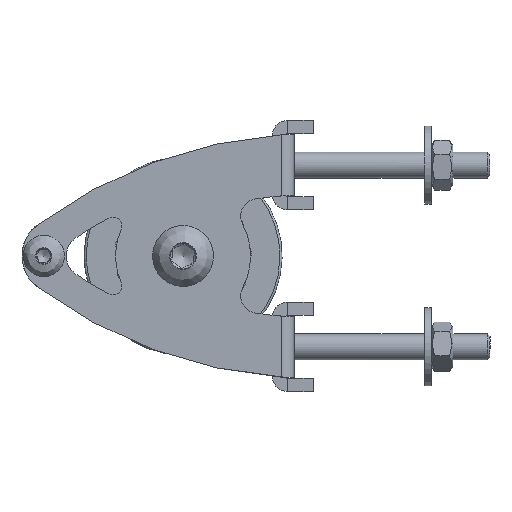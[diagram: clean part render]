
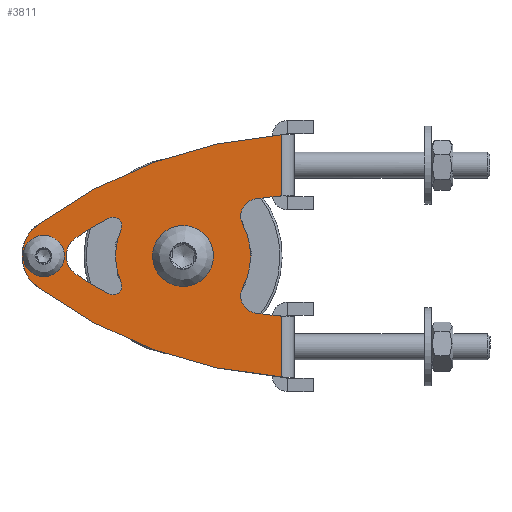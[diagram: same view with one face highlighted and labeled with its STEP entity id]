
A CAD part, left-side view. The second image highlights one B-rep face of the part: STEP entity #3811.
In plain terms, the highlighted planar face has unit normal (-1, 0, 0).
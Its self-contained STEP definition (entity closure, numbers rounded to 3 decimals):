
#188=LINE('',#6700,#372);
#194=LINE('',#6749,#378);
#372=VECTOR('',#5241,10.);
#378=VECTOR('',#5281,10.);
#620=PLANE('',#4270);
#790=FACE_BOUND('',#1411,.T.);
#791=FACE_BOUND('',#1412,.T.);
#792=FACE_BOUND('',#1413,.T.);
#1060=FACE_OUTER_BOUND('',#1410,.T.);
#1410=EDGE_LOOP('',(#3477,#3478,#3479,#3480,#3481,#3482,#3483,#3484,#3485,
#3486));
#1411=EDGE_LOOP('',(#3487));
#1412=EDGE_LOOP('',(#3488));
#1413=EDGE_LOOP('',(#3489,#3490,#3491,#3492,#3493,#3494));
#1486=CIRCLE('',#3927,6.662);
#1614=CIRCLE('',#4189,4.);
#1615=CIRCLE('',#4191,93.995);
#1617=CIRCLE('',#4195,4.);
#1618=CIRCLE('',#4197,15.5);
#1619=CIRCLE('',#4205,100.48);
#1620=CIRCLE('',#4207,2.);
#1621=CIRCLE('',#4209,15.5);
#1622=CIRCLE('',#4211,5.);
#1623=CIRCLE('',#4213,100.48);
#1624=CIRCLE('',#4215,2.);
#1626=CIRCLE('',#4218,107.98);
#1629=CIRCLE('',#4228,9.);
#1630=CIRCLE('',#4230,107.98);
#1633=CIRCLE('',#4234,93.995);
#1644=CIRCLE('',#4271,4.411);
#1709=VERTEX_POINT('',#5654);
#1957=VERTEX_POINT('',#6606);
#1958=VERTEX_POINT('',#6607);
#1959=VERTEX_POINT('',#6622);
#1960=VERTEX_POINT('',#6627);
#1961=VERTEX_POINT('',#6628);
#1962=VERTEX_POINT('',#6647);
#1963=VERTEX_POINT('',#6649);
#1964=VERTEX_POINT('',#6653);
#1965=VERTEX_POINT('',#6657);
#1966=VERTEX_POINT('',#6661);
#1967=VERTEX_POINT('',#6665);
#1969=VERTEX_POINT('',#6673);
#1970=VERTEX_POINT('',#6675);
#1973=VERTEX_POINT('',#6703);
#1974=VERTEX_POINT('',#6717);
#1976=VERTEX_POINT('',#6723);
#1999=VERTEX_POINT('',#6840);
#2079=EDGE_CURVE('',#1709,#1709,#1486,.T.);
#2423=EDGE_CURVE('',#1957,#1958,#1614,.T.);
#2427=EDGE_CURVE('',#1959,#1958,#1615,.T.);
#2429=EDGE_CURVE('',#1960,#1961,#1617,.T.);
#2432=EDGE_CURVE('',#1957,#1961,#1618,.T.);
#2440=EDGE_CURVE('',#1963,#1962,#1619,.T.);
#2443=EDGE_CURVE('',#1962,#1964,#1620,.T.);
#2445=EDGE_CURVE('',#1964,#1965,#1621,.T.);
#2446=EDGE_CURVE('',#1966,#1963,#1622,.T.);
#2448=EDGE_CURVE('',#1967,#1966,#1623,.T.);
#2450=EDGE_CURVE('',#1965,#1967,#1624,.T.);
#2453=EDGE_CURVE('',#1970,#1969,#1626,.T.);
#2461=EDGE_CURVE('',#1969,#1959,#188,.T.);
#2462=EDGE_CURVE('',#1973,#1970,#1629,.T.);
#2465=EDGE_CURVE('',#1973,#1974,#1630,.T.);
#2469=EDGE_CURVE('',#1960,#1976,#1633,.T.);
#2476=EDGE_CURVE('',#1974,#1976,#194,.T.);
#2503=EDGE_CURVE('',#1999,#1999,#1644,.T.);
#3477=ORIENTED_EDGE('',*,*,#2469,.T.);
#3478=ORIENTED_EDGE('',*,*,#2476,.F.);
#3479=ORIENTED_EDGE('',*,*,#2465,.F.);
#3480=ORIENTED_EDGE('',*,*,#2462,.T.);
#3481=ORIENTED_EDGE('',*,*,#2453,.T.);
#3482=ORIENTED_EDGE('',*,*,#2461,.T.);
#3483=ORIENTED_EDGE('',*,*,#2427,.T.);
#3484=ORIENTED_EDGE('',*,*,#2423,.F.);
#3485=ORIENTED_EDGE('',*,*,#2432,.T.);
#3486=ORIENTED_EDGE('',*,*,#2429,.F.);
#3487=ORIENTED_EDGE('',*,*,#2503,.F.);
#3488=ORIENTED_EDGE('',*,*,#2079,.F.);
#3489=ORIENTED_EDGE('',*,*,#2445,.T.);
#3490=ORIENTED_EDGE('',*,*,#2450,.T.);
#3491=ORIENTED_EDGE('',*,*,#2448,.T.);
#3492=ORIENTED_EDGE('',*,*,#2446,.T.);
#3493=ORIENTED_EDGE('',*,*,#2440,.T.);
#3494=ORIENTED_EDGE('',*,*,#2443,.T.);
#3811=ADVANCED_FACE('',(#1060,#790,#791,#792),#620,.F.);
#3927=AXIS2_PLACEMENT_3D('',#5655,#4478,#4479);
#4189=AXIS2_PLACEMENT_3D('',#6608,#5146,#5147);
#4191=AXIS2_PLACEMENT_3D('',#6623,#5152,#5153);
#4195=AXIS2_PLACEMENT_3D('',#6629,#5160,#5161);
#4197=AXIS2_PLACEMENT_3D('',#6633,#5166,#5167);
#4205=AXIS2_PLACEMENT_3D('',#6650,#5189,#5190);
#4207=AXIS2_PLACEMENT_3D('',#6655,#5195,#5196);
#4209=AXIS2_PLACEMENT_3D('',#6659,#5200,#5201);
#4211=AXIS2_PLACEMENT_3D('',#6662,#5204,#5205);
#4213=AXIS2_PLACEMENT_3D('',#6666,#5209,#5210);
#4215=AXIS2_PLACEMENT_3D('',#6669,#5214,#5215);
#4218=AXIS2_PLACEMENT_3D('',#6676,#5221,#5222);
#4228=AXIS2_PLACEMENT_3D('',#6704,#5246,#5247);
#4230=AXIS2_PLACEMENT_3D('',#6718,#5251,#5252);
#4234=AXIS2_PLACEMENT_3D('',#6725,#5260,#5261);
#4270=AXIS2_PLACEMENT_3D('',#6839,#5342,#5343);
#4271=AXIS2_PLACEMENT_3D('',#6841,#5344,#5345);
#4478=DIRECTION('center_axis',(-1.,0.,0.));
#4479=DIRECTION('ref_axis',(0.,0.,1.));
#5146=DIRECTION('center_axis',(-1.,0.,0.));
#5147=DIRECTION('ref_axis',(0.,0.893,-0.451));
#5152=DIRECTION('center_axis',(1.,0.,0.));
#5153=DIRECTION('ref_axis',(0.,0.218,-0.976));
#5160=DIRECTION('center_axis',(-1.,0.,0.));
#5161=DIRECTION('ref_axis',(0.,0.893,0.451));
#5166=DIRECTION('center_axis',(-1.,0.,0.));
#5167=DIRECTION('ref_axis',(0.,-1.,0.));
#5189=DIRECTION('center_axis',(1.,0.,0.));
#5190=DIRECTION('ref_axis',(0.,0.548,0.836));
#5195=DIRECTION('center_axis',(1.,0.,0.));
#5196=DIRECTION('ref_axis',(0.,0.473,0.881));
#5200=DIRECTION('center_axis',(-1.,0.,0.));
#5201=DIRECTION('ref_axis',(0.,-1.,0.));
#5204=DIRECTION('center_axis',(1.,0.,0.));
#5205=DIRECTION('ref_axis',(0.,1.,0.));
#5209=DIRECTION('center_axis',(1.,0.,0.));
#5210=DIRECTION('ref_axis',(0.,0.548,-0.836));
#5214=DIRECTION('center_axis',(1.,0.,0.));
#5215=DIRECTION('ref_axis',(0.,0.473,-0.881));
#5221=DIRECTION('center_axis',(-1.,0.,0.));
#5222=DIRECTION('ref_axis',(0.,0.591,-0.807));
#5241=DIRECTION('',(0.,0.,1.));
#5246=DIRECTION('center_axis',(-1.,0.,0.));
#5247=DIRECTION('ref_axis',(0.,1.,0.));
#5251=DIRECTION('center_axis',(1.,0.,0.));
#5252=DIRECTION('ref_axis',(0.,0.591,0.807));
#5260=DIRECTION('center_axis',(1.,0.,0.));
#5261=DIRECTION('ref_axis',(0.,0.131,0.991));
#5281=DIRECTION('',(0.,0.,-1.));
#5342=DIRECTION('center_axis',(1.,0.,0.));
#5343=DIRECTION('ref_axis',(0.,0.,-1.));
#5344=DIRECTION('center_axis',(-1.,0.,0.));
#5345=DIRECTION('ref_axis',(0.,0.,1.));
#5654=CARTESIAN_POINT('',(-17.65,18.87,-0.654));
#5655=CARTESIAN_POINT('Origin',(-17.65,25.5,0.));
#6606=CARTESIAN_POINT('',(-17.65,11.812,-7.272));
#6607=CARTESIAN_POINT('',(-17.65,8.868,-13.105));
#6608=CARTESIAN_POINT('Origin',(-17.65,8.279,-9.148));
#6622=CARTESIAN_POINT('',(-17.65,2.8,-13.807));
#6623=CARTESIAN_POINT('Origin',(-17.65,-4.968,79.866));
#6627=CARTESIAN_POINT('',(-17.65,8.868,13.105));
#6628=CARTESIAN_POINT('',(-17.65,11.812,7.272));
#6629=CARTESIAN_POINT('Origin',(-17.65,8.279,9.148));
#6633=CARTESIAN_POINT('Origin',(-17.65,25.5,0.));
#6647=CARTESIAN_POINT('',(-17.65,42.518,8.686));
#6649=CARTESIAN_POINT('',(-17.65,50.097,4.182));
#6650=CARTESIAN_POINT('Origin',(-17.65,-4.968,-79.866));
#6653=CARTESIAN_POINT('',(-17.65,39.735,6.132));
#6655=CARTESIAN_POINT('Origin',(-17.65,41.572,6.923));
#6657=CARTESIAN_POINT('',(-17.65,39.735,-6.132));
#6659=CARTESIAN_POINT('Origin',(-17.65,25.5,0.));
#6661=CARTESIAN_POINT('',(-17.65,50.097,-4.182));
#6662=CARTESIAN_POINT('Origin',(-17.65,47.357,0.));
#6665=CARTESIAN_POINT('',(-17.65,42.518,-8.686));
#6666=CARTESIAN_POINT('Origin',(-17.65,-4.968,79.866));
#6669=CARTESIAN_POINT('Origin',(-17.65,41.572,-6.923));
#6673=CARTESIAN_POINT('',(-17.65,2.8,-27.835));
#6675=CARTESIAN_POINT('',(-17.65,58.816,-7.262));
#6676=CARTESIAN_POINT('Origin',(-17.65,-4.968,79.866));
#6700=CARTESIAN_POINT('',(-17.65,2.8,-14.));
#6703=CARTESIAN_POINT('',(-17.65,58.816,7.262));
#6704=CARTESIAN_POINT('Origin',(-17.65,53.5,0.));
#6717=CARTESIAN_POINT('',(-17.65,2.8,27.835));
#6718=CARTESIAN_POINT('Origin',(-17.65,-4.968,-79.866));
#6723=CARTESIAN_POINT('',(-17.65,2.8,13.807));
#6725=CARTESIAN_POINT('Origin',(-17.65,-4.968,-79.866));
#6749=CARTESIAN_POINT('',(-17.65,2.8,14.));
#6839=CARTESIAN_POINT('Origin',(-17.65,40.5,0.));
#6840=CARTESIAN_POINT('',(-17.65,56.767,4.35));
#6841=CARTESIAN_POINT('Origin',(-17.65,57.5,0.));
